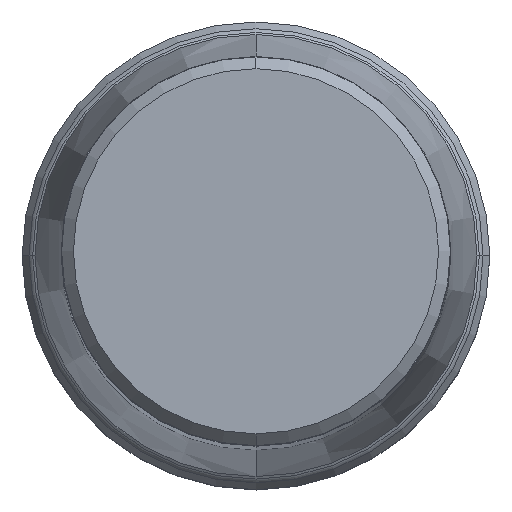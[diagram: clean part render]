
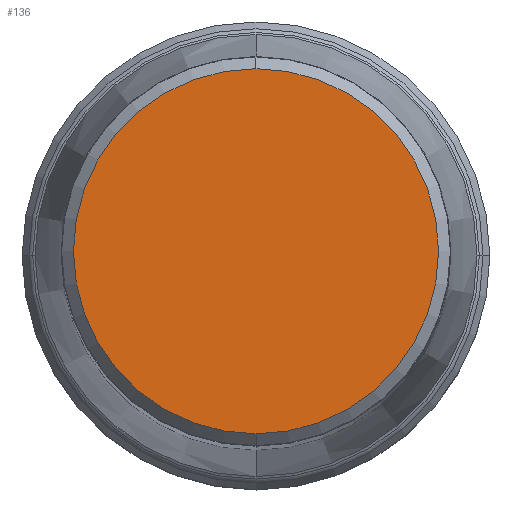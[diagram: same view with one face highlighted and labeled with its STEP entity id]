
A CAD part, top view. The second image highlights one B-rep face of the part: STEP entity #136.
In plain terms, the highlighted planar face has unit normal (0, 0, 1).
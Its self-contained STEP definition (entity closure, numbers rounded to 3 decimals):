
#55=PLANE('',#1202);
#136=ADVANCED_FACE('',(#221),#55,.F.);
#221=FACE_OUTER_BOUND('',#287,.T.);
#287=EDGE_LOOP('',(#488,#489));
#488=ORIENTED_EDGE('',*,*,#734,.T.);
#489=ORIENTED_EDGE('',*,*,#738,.T.);
#621=VERTEX_POINT('',#1862);
#622=VERTEX_POINT('',#1864);
#734=EDGE_CURVE('',#622,#621,#846,.T.);
#738=EDGE_CURVE('',#621,#622,#849,.T.);
#846=CIRCLE('',#1195,14.875);
#849=CIRCLE('',#1200,14.875);
#1195=AXIS2_PLACEMENT_3D('',#1863,#1518,#1519);
#1200=AXIS2_PLACEMENT_3D('',#1871,#1529,#1530);
#1202=AXIS2_PLACEMENT_3D('',#1873,#1533,#1534);
#1518=DIRECTION('',(0.,0.,1.));
#1519=DIRECTION('',(0.,1.,0.));
#1529=DIRECTION('',(0.,0.,1.));
#1530=DIRECTION('',(0.,-1.,0.));
#1533=DIRECTION('',(0.,0.,-1.));
#1534=DIRECTION('',(0.,1.,0.));
#1862=CARTESIAN_POINT('',(0.,-14.875,0.));
#1863=CARTESIAN_POINT('',(0.,0.,0.));
#1864=CARTESIAN_POINT('',(0.,14.875,0.));
#1871=CARTESIAN_POINT('',(0.,0.,0.));
#1873=CARTESIAN_POINT('',(0.,0.,0.));
